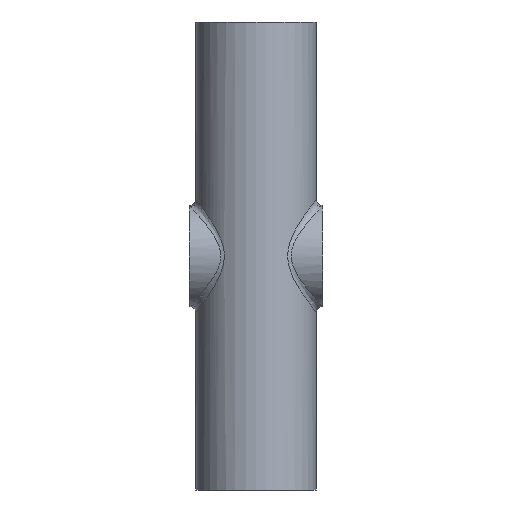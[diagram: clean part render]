
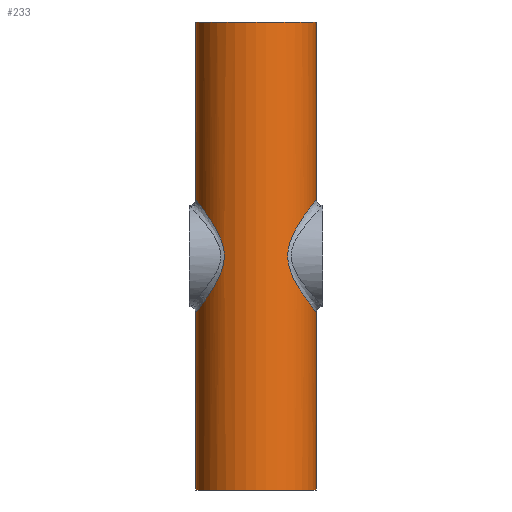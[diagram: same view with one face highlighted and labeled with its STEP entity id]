
A CAD part, front view. The second image highlights one B-rep face of the part: STEP entity #233.
In plain terms, the highlighted cylindrical face has radius 9 mm (diameter 18 mm), a full revolution.
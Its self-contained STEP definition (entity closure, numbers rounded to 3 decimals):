
#23=FACE_BOUND('',#68,.T.);
#24=FACE_BOUND('',#69,.T.);
#25=FACE_BOUND('',#70,.T.);
#35=CYLINDRICAL_SURFACE('',#257,9.);
#46=FACE_OUTER_BOUND('',#67,.T.);
#67=EDGE_LOOP('',(#179));
#68=EDGE_LOOP('',(#180));
#69=EDGE_LOOP('',(#181));
#70=EDGE_LOOP('',(#182));
#89=B_SPLINE_CURVE_WITH_KNOTS('',3,(#1228,#1229,#1230,#1231,#1232,#1233,
#1234,#1235,#1236,#1237,#1238,#1239,#1240,#1241,#1242,#1243,#1244,#1245,
#1246,#1247,#1248,#1249,#1250,#1251,#1252,#1253,#1254,#1255,#1256,#1257,
#1258,#1259,#1260,#1261,#1262),.UNSPECIFIED.,.T.,.F.,(4,1,1,1,1,1,1,1,1,
1,1,1,1,1,1,1,1,1,1,1,1,1,1,1,1,1,1,1,1,1,1,1,4),(-4.897,-4.809,
-4.722,-4.547,-4.372,-4.197,
-4.022,-3.847,-3.672,-3.498,
-3.323,-3.148,-2.973,-2.798,
-2.681,-2.565,-2.448,-2.332,
-2.273,-2.215,-2.099,-1.865,
-1.632,-1.399,-1.224,-1.049,
-0.874,-0.7,-0.525,-0.35,
-0.175,-0.087,0.),
 .UNSPECIFIED.);
#90=B_SPLINE_CURVE_WITH_KNOTS('',3,(#1271,#1272,#1273,#1274,#1275,#1276,
#1277,#1278,#1279,#1280,#1281,#1282,#1283,#1284,#1285,#1286,#1287,#1288,
#1289,#1290,#1291,#1292,#1293,#1294,#1295,#1296,#1297,#1298,#1299,#1300,
#1301,#1302,#1303,#1304,#1305),.UNSPECIFIED.,.T.,.F.,(4,1,1,1,1,1,1,1,1,
1,1,1,1,1,1,1,1,1,1,1,1,1,1,1,1,1,1,1,1,1,1,1,4),(-4.897,-4.809,
-4.722,-4.547,-4.372,-4.197,
-4.022,-3.847,-3.672,-3.498,
-3.323,-3.148,-2.973,-2.798,
-2.681,-2.565,-2.448,-2.332,
-2.273,-2.215,-2.099,-1.865,
-1.632,-1.399,-1.224,-1.049,
-0.874,-0.7,-0.525,-0.35,
-0.175,-0.087,0.),
 .UNSPECIFIED.);
#103=CIRCLE('',#258,9.);
#104=CIRCLE('',#259,9.);
#116=VERTEX_POINT('',#1181);
#120=VERTEX_POINT('',#1268);
#121=VERTEX_POINT('',#1270);
#122=VERTEX_POINT('',#1306);
#140=EDGE_CURVE('',#116,#116,#89,.T.);
#143=EDGE_CURVE('',#120,#120,#103,.T.);
#144=EDGE_CURVE('',#121,#121,#90,.T.);
#145=EDGE_CURVE('',#122,#122,#104,.T.);
#179=ORIENTED_EDGE('',*,*,#143,.F.);
#180=ORIENTED_EDGE('',*,*,#144,.F.);
#181=ORIENTED_EDGE('',*,*,#145,.F.);
#182=ORIENTED_EDGE('',*,*,#140,.F.);
#233=ADVANCED_FACE('',(#46,#23,#24,#25),#35,.T.);
#257=AXIS2_PLACEMENT_3D('',#1267,#299,#300);
#258=AXIS2_PLACEMENT_3D('',#1269,#301,#302);
#259=AXIS2_PLACEMENT_3D('',#1307,#303,#304);
#299=DIRECTION('center_axis',(0.,0.,1.));
#300=DIRECTION('ref_axis',(-1.,0.,0.));
#301=DIRECTION('center_axis',(0.,0.,1.));
#302=DIRECTION('ref_axis',(-1.,0.,0.));
#303=DIRECTION('center_axis',(0.,0.,-1.));
#304=DIRECTION('ref_axis',(-1.,0.,0.));
#1181=CARTESIAN_POINT('',(-4.741,7.65,35.));
#1228=CARTESIAN_POINT('Ctrl Pts',(-4.741,7.65,35.));
#1229=CARTESIAN_POINT('Ctrl Pts',(-4.741,7.65,34.659));
#1230=CARTESIAN_POINT('Ctrl Pts',(-4.802,7.613,33.977));
#1231=CARTESIAN_POINT('Ctrl Pts',(-5.134,7.399,32.677));
#1232=CARTESIAN_POINT('Ctrl Pts',(-5.797,6.916,31.22));
#1233=CARTESIAN_POINT('Ctrl Pts',(-6.703,6.055,29.705));
#1234=CARTESIAN_POINT('Ctrl Pts',(-7.586,4.922,28.407));
#1235=CARTESIAN_POINT('Ctrl Pts',(-8.343,3.511,27.367));
#1236=CARTESIAN_POINT('Ctrl Pts',(-8.871,1.842,26.668));
#1237=CARTESIAN_POINT('Ctrl Pts',(-9.065,0.,
26.416));
#1238=CARTESIAN_POINT('Ctrl Pts',(-8.871,-1.842,26.667));
#1239=CARTESIAN_POINT('Ctrl Pts',(-8.343,-3.511,27.367));
#1240=CARTESIAN_POINT('Ctrl Pts',(-7.586,-4.922,28.407));
#1241=CARTESIAN_POINT('Ctrl Pts',(-6.704,-6.055,29.704));
#1242=CARTESIAN_POINT('Ctrl Pts',(-5.897,-6.82,31.051));
#1243=CARTESIAN_POINT('Ctrl Pts',(-5.266,-7.307,32.38));
#1244=CARTESIAN_POINT('Ctrl Pts',(-4.852,-7.583,33.636));
#1245=CARTESIAN_POINT('Ctrl Pts',(-4.685,-7.684,35.));
#1246=CARTESIAN_POINT('Ctrl Pts',(-4.824,-7.6,36.136));
#1247=CARTESIAN_POINT('Ctrl Pts',(-5.06,-7.445,36.991));
#1248=CARTESIAN_POINT('Ctrl Pts',(-5.355,-7.237,37.81));
#1249=CARTESIAN_POINT('Ctrl Pts',(-5.989,-6.751,39.138));
#1250=CARTESIAN_POINT('Ctrl Pts',(-7.014,-5.743,40.781));
#1251=CARTESIAN_POINT('Ctrl Pts',(-8.136,-4.049,42.359));
#1252=CARTESIAN_POINT('Ctrl Pts',(-8.85,-2.048,43.305));
#1253=CARTESIAN_POINT('Ctrl Pts',(-9.064,0.,
43.584));
#1254=CARTESIAN_POINT('Ctrl Pts',(-8.872,1.842,43.333));
#1255=CARTESIAN_POINT('Ctrl Pts',(-8.343,3.511,42.633));
#1256=CARTESIAN_POINT('Ctrl Pts',(-7.586,4.921,41.593));
#1257=CARTESIAN_POINT('Ctrl Pts',(-6.703,6.055,40.296));
#1258=CARTESIAN_POINT('Ctrl Pts',(-5.797,6.915,38.781));
#1259=CARTESIAN_POINT('Ctrl Pts',(-5.134,7.399,37.323));
#1260=CARTESIAN_POINT('Ctrl Pts',(-4.802,7.613,36.023));
#1261=CARTESIAN_POINT('Ctrl Pts',(-4.741,7.65,35.341));
#1262=CARTESIAN_POINT('Ctrl Pts',(-4.741,7.65,35.));
#1267=CARTESIAN_POINT('Origin',(0.,0.,0.));
#1268=CARTESIAN_POINT('',(9.,0.,70.));
#1269=CARTESIAN_POINT('Origin',(0.,0.,70.));
#1270=CARTESIAN_POINT('',(4.741,7.65,35.));
#1271=CARTESIAN_POINT('Ctrl Pts',(4.741,7.65,35.));
#1272=CARTESIAN_POINT('Ctrl Pts',(4.741,7.65,35.341));
#1273=CARTESIAN_POINT('Ctrl Pts',(4.802,7.613,36.023));
#1274=CARTESIAN_POINT('Ctrl Pts',(5.134,7.399,37.323));
#1275=CARTESIAN_POINT('Ctrl Pts',(5.797,6.916,38.78));
#1276=CARTESIAN_POINT('Ctrl Pts',(6.703,6.055,40.295));
#1277=CARTESIAN_POINT('Ctrl Pts',(7.586,4.922,41.593));
#1278=CARTESIAN_POINT('Ctrl Pts',(8.343,3.511,42.633));
#1279=CARTESIAN_POINT('Ctrl Pts',(8.871,1.842,43.332));
#1280=CARTESIAN_POINT('Ctrl Pts',(9.065,0.,
43.584));
#1281=CARTESIAN_POINT('Ctrl Pts',(8.871,-1.842,43.333));
#1282=CARTESIAN_POINT('Ctrl Pts',(8.343,-3.511,42.633));
#1283=CARTESIAN_POINT('Ctrl Pts',(7.586,-4.922,41.593));
#1284=CARTESIAN_POINT('Ctrl Pts',(6.704,-6.055,40.296));
#1285=CARTESIAN_POINT('Ctrl Pts',(5.897,-6.82,38.949));
#1286=CARTESIAN_POINT('Ctrl Pts',(5.266,-7.307,37.62));
#1287=CARTESIAN_POINT('Ctrl Pts',(4.852,-7.583,36.364));
#1288=CARTESIAN_POINT('Ctrl Pts',(4.685,-7.684,35.));
#1289=CARTESIAN_POINT('Ctrl Pts',(4.824,-7.6,33.864));
#1290=CARTESIAN_POINT('Ctrl Pts',(5.06,-7.445,33.009));
#1291=CARTESIAN_POINT('Ctrl Pts',(5.355,-7.237,32.19));
#1292=CARTESIAN_POINT('Ctrl Pts',(5.989,-6.751,30.862));
#1293=CARTESIAN_POINT('Ctrl Pts',(7.014,-5.743,29.219));
#1294=CARTESIAN_POINT('Ctrl Pts',(8.136,-4.049,27.641));
#1295=CARTESIAN_POINT('Ctrl Pts',(8.85,-2.048,26.695));
#1296=CARTESIAN_POINT('Ctrl Pts',(9.064,0.,
26.416));
#1297=CARTESIAN_POINT('Ctrl Pts',(8.872,1.842,26.667));
#1298=CARTESIAN_POINT('Ctrl Pts',(8.343,3.511,27.367));
#1299=CARTESIAN_POINT('Ctrl Pts',(7.586,4.921,28.407));
#1300=CARTESIAN_POINT('Ctrl Pts',(6.703,6.055,29.704));
#1301=CARTESIAN_POINT('Ctrl Pts',(5.797,6.915,31.219));
#1302=CARTESIAN_POINT('Ctrl Pts',(5.134,7.399,32.677));
#1303=CARTESIAN_POINT('Ctrl Pts',(4.802,7.613,33.977));
#1304=CARTESIAN_POINT('Ctrl Pts',(4.741,7.65,34.659));
#1305=CARTESIAN_POINT('Ctrl Pts',(4.741,7.65,35.));
#1306=CARTESIAN_POINT('',(9.,0.,0.));
#1307=CARTESIAN_POINT('Origin',(0.,0.,0.));
